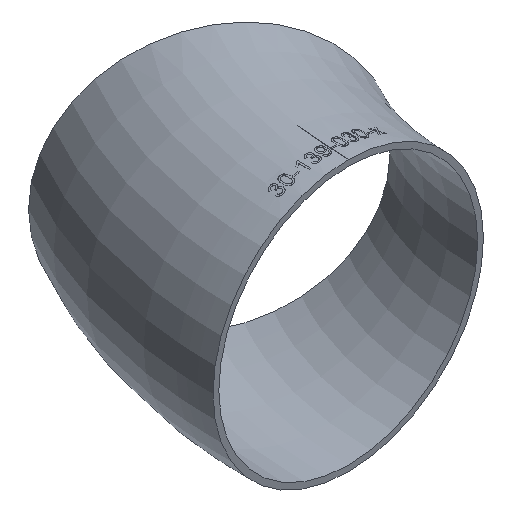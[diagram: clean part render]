
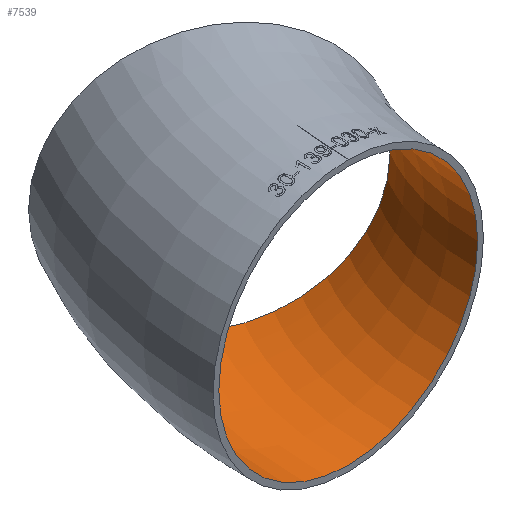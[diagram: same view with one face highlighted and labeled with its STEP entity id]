
A CAD part, isometric view. The second image highlights one B-rep face of the part: STEP entity #7539.
In plain terms, the highlighted toroidal (fillet/blend) face has major radius 190.5 mm and minor radius 66.85 mm.
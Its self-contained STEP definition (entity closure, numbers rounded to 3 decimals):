
#423 = DIRECTION ( 'NONE',  ( -0.866, 0.5, 0. ) ) ;
#1812 = VERTEX_POINT ( 'NONE', #6017 ) ;
#2528 = CARTESIAN_POINT ( 'NONE',  ( -164.978, 95.25, 0. ) ) ;
#3499 = AXIS2_PLACEMENT_3D ( 'NONE', #24541, #16027, #20145 ) ;
#4716 = CIRCLE ( 'NONE', #20521, 66.85 ) ;
#4929 = EDGE_LOOP ( 'NONE', ( #7368 ) ) ;
#5293 = EDGE_CURVE ( 'NONE', #10120, #10120, #13171, .T. ) ;
#6017 = CARTESIAN_POINT ( 'NONE',  ( -222.872, 128.675, 0. ) ) ;
#7368 = ORIENTED_EDGE ( 'NONE', *, *, #24600, .T. ) ;
#7427 = FACE_OUTER_BOUND ( 'NONE', #20415, .T. ) ;
#7539 = ADVANCED_FACE ( 'NONE', ( #26798, #7427 ), #15187, .F. ) ;
#8408 = ORIENTED_EDGE ( 'NONE', *, *, #5293, .F. ) ;
#10120 = VERTEX_POINT ( 'NONE', #25382 ) ;
#13171 = CIRCLE ( 'NONE', #16758, 66.85 ) ;
#15187 = TOROIDAL_SURFACE ( 'NONE', #3499, 190.5, 66.85 ) ;
#16027 = DIRECTION ( 'NONE',  ( 0., 0., -1. ) ) ;
#16758 = AXIS2_PLACEMENT_3D ( 'NONE', #16869, #25789, #27355 ) ;
#16869 = CARTESIAN_POINT ( 'NONE',  ( -190.5, 0., 0. ) ) ;
#19734 = DIRECTION ( 'NONE',  ( 0.5, 0.866, 0. ) ) ;
#20145 = DIRECTION ( 'NONE',  ( -1., 0., 0. ) ) ;
#20415 = EDGE_LOOP ( 'NONE', ( #8408 ) ) ;
#20521 = AXIS2_PLACEMENT_3D ( 'NONE', #2528, #19734, #423 ) ;
#24541 = CARTESIAN_POINT ( 'NONE',  ( 0., 0., 0. ) ) ;
#24600 = EDGE_CURVE ( 'NONE', #1812, #1812, #4716, .T. ) ;
#25382 = CARTESIAN_POINT ( 'NONE',  ( -190.5, 0., 66.85 ) ) ;
#25789 = DIRECTION ( 'NONE',  ( 0., 1., 0. ) ) ;
#26798 = FACE_OUTER_BOUND ( 'NONE', #4929, .T. ) ;
#27355 = DIRECTION ( 'NONE',  ( 0., 0., 1. ) ) ;
